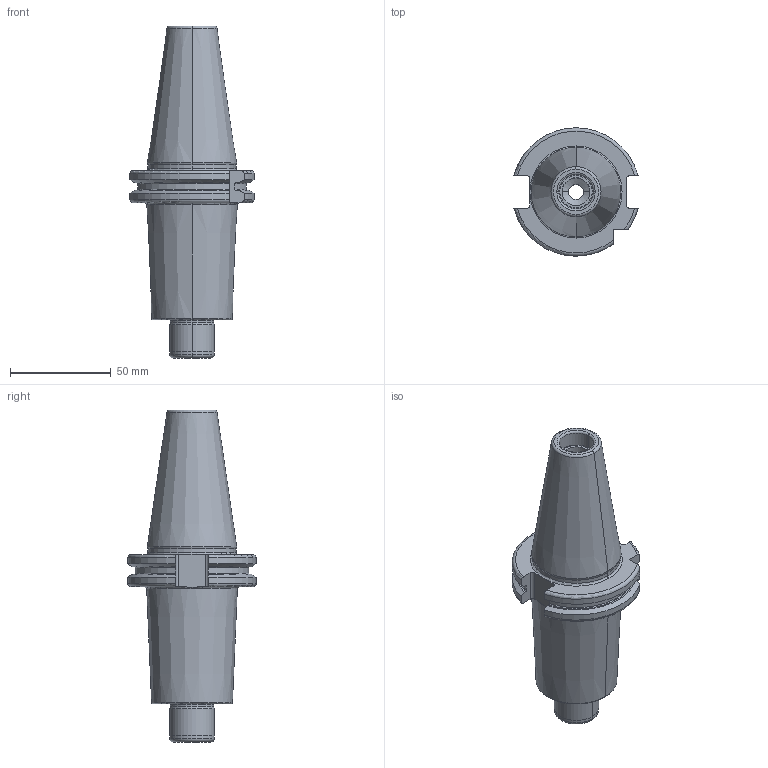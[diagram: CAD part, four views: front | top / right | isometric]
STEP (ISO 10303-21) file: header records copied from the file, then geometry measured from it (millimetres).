
FILE_DESCRIPTION((''),'2;1');
FILE_NAME('69871A40SM22SK077','2015-11-14T',('tewess'),(''),'PRO/ENGINEER BY PARAMETRIC TECHNOLOGY CORPORATION, 2011490','PRO/ENGINEER BY PARAMETRIC TECHNOLOGY CORPORATION, 2011490','');
FILE_SCHEMA(('AUTOMOTIVE_DESIGN { 1 2 10303 214 0 1 1 1 }'));
Length unit declared in the file: millimetre
Products named in the file (2): NOCUT; 69871A40SM22SK077
Assembly tree (1 placements, depth 2):
  69871A40SM22SK077
    NOCUT
Bounding box: 61.48 x 63.54 x 164.4 mm (x, y, z)
Volume: 190467.8 mm3; surface area: 31842.7 mm2
Topology: 1 solids, 3 shells, 105 faces, 265 edges, 168 vertices
Faces by surface type: cylinder 33, torus 30, plane 24, cone 18
Entity records: 4336 total; most frequent: CARTESIAN_POINT 797, DIRECTION 589, ORIENTED_EDGE 522, PRESENTATION_STYLE_ASSIGNMENT 272, STYLED_ITEM 272, CURVE_STYLE 269, EDGE_CURVE 265, AXIS2_PLACEMENT_3D 250
